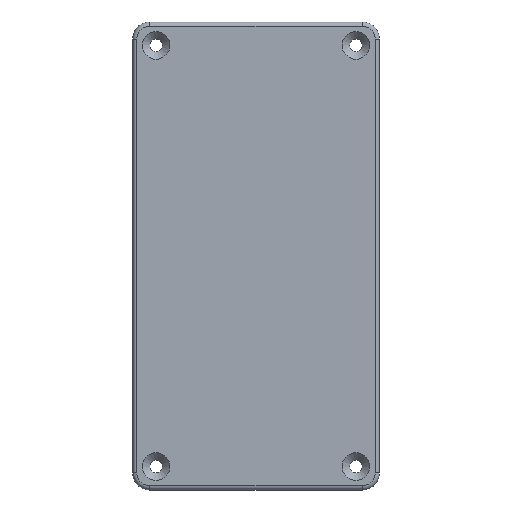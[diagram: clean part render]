
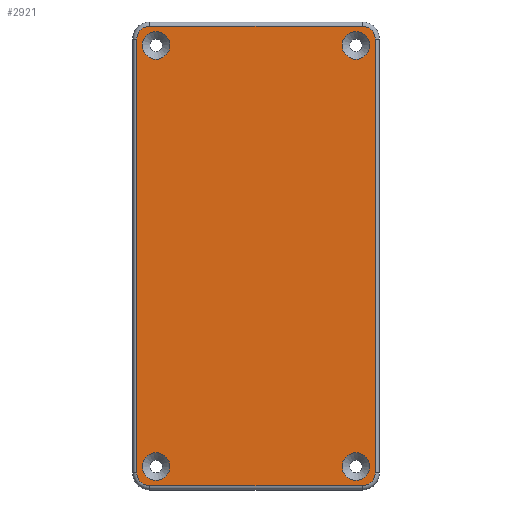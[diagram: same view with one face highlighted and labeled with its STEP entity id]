
A CAD part, top view. The second image highlights one B-rep face of the part: STEP entity #2921.
In plain terms, the highlighted planar face has unit normal (0, 0, 1).
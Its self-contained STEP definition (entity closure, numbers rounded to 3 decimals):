
#2622 = VERTEX_POINT('',#2623);
#2623 = CARTESIAN_POINT('',(-28.,51.,29.));
#2632 = VERTEX_POINT('',#2633);
#2633 = CARTESIAN_POINT('',(-28.,-51.,29.));
#2640 = EDGE_CURVE('',#2622,#2632,#2641,.T.);
#2641 = LINE('',#2642,#2643);
#2642 = CARTESIAN_POINT('',(-28.,51.,29.));
#2643 = VECTOR('',#2644,1.);
#2644 = DIRECTION('',(0.,-1.,0.));
#2655 = VERTEX_POINT('',#2656);
#2656 = CARTESIAN_POINT('',(-25.,54.,29.));
#2663 = EDGE_CURVE('',#2655,#2622,#2664,.T.);
#2664 = CIRCLE('',#2665,3.);
#2665 = AXIS2_PLACEMENT_3D('',#2666,#2667,#2668);
#2666 = CARTESIAN_POINT('',(-25.,51.,29.));
#2667 = DIRECTION('',(0.,-0.,1.));
#2668 = DIRECTION('',(0.,1.,0.));
#2681 = EDGE_CURVE('',#2632,#2682,#2684,.T.);
#2682 = VERTEX_POINT('',#2683);
#2683 = CARTESIAN_POINT('',(-25.,-54.,29.));
#2684 = CIRCLE('',#2685,3.);
#2685 = AXIS2_PLACEMENT_3D('',#2686,#2687,#2688);
#2686 = CARTESIAN_POINT('',(-25.,-51.,29.));
#2687 = DIRECTION('',(0.,0.,1.));
#2688 = DIRECTION('',(-1.,0.,0.));
#2707 = VERTEX_POINT('',#2708);
#2708 = CARTESIAN_POINT('',(25.,54.,29.));
#2717 = EDGE_CURVE('',#2707,#2655,#2718,.T.);
#2718 = LINE('',#2719,#2720);
#2719 = CARTESIAN_POINT('',(25.,54.,29.));
#2720 = VECTOR('',#2721,1.);
#2721 = DIRECTION('',(-1.,0.,0.));
#2734 = VERTEX_POINT('',#2735);
#2735 = CARTESIAN_POINT('',(25.,-54.,29.));
#2742 = EDGE_CURVE('',#2682,#2734,#2743,.T.);
#2743 = LINE('',#2744,#2745);
#2744 = CARTESIAN_POINT('',(-25.,-54.,29.));
#2745 = VECTOR('',#2746,1.);
#2746 = DIRECTION('',(1.,0.,0.));
#2757 = VERTEX_POINT('',#2758);
#2758 = CARTESIAN_POINT('',(28.,51.,29.));
#2765 = EDGE_CURVE('',#2757,#2707,#2766,.T.);
#2766 = CIRCLE('',#2767,3.);
#2767 = AXIS2_PLACEMENT_3D('',#2768,#2769,#2770);
#2768 = CARTESIAN_POINT('',(25.,51.,29.));
#2769 = DIRECTION('',(0.,0.,1.));
#2770 = DIRECTION('',(1.,0.,0.));
#2783 = EDGE_CURVE('',#2734,#2784,#2786,.T.);
#2784 = VERTEX_POINT('',#2785);
#2785 = CARTESIAN_POINT('',(28.,-51.,29.));
#2786 = CIRCLE('',#2787,3.);
#2787 = AXIS2_PLACEMENT_3D('',#2788,#2789,#2790);
#2788 = CARTESIAN_POINT('',(25.,-51.,29.));
#2789 = DIRECTION('',(-0.,0.,1.));
#2790 = DIRECTION('',(0.,-1.,0.));
#2811 = EDGE_CURVE('',#2784,#2757,#2812,.T.);
#2812 = LINE('',#2813,#2814);
#2813 = CARTESIAN_POINT('',(28.,-51.,29.));
#2814 = VECTOR('',#2815,1.);
#2815 = DIRECTION('',(0.,1.,0.));
#2826 = VERTEX_POINT('',#2827);
#2827 = CARTESIAN_POINT('',(-20.25,-49.5,29.));
#2833 = EDGE_CURVE('',#2826,#2826,#2834,.T.);
#2834 = CIRCLE('',#2835,3.25);
#2835 = AXIS2_PLACEMENT_3D('',#2836,#2837,#2838);
#2836 = CARTESIAN_POINT('',(-23.5,-49.5,29.));
#2837 = DIRECTION('',(0.,0.,1.));
#2838 = DIRECTION('',(1.,0.,0.));
#2851 = VERTEX_POINT('',#2852);
#2852 = CARTESIAN_POINT('',(20.25,-49.5,29.));
#2858 = EDGE_CURVE('',#2851,#2851,#2859,.T.);
#2859 = CIRCLE('',#2860,3.25);
#2860 = AXIS2_PLACEMENT_3D('',#2861,#2862,#2863);
#2861 = CARTESIAN_POINT('',(23.5,-49.5,29.));
#2862 = DIRECTION('',(0.,0.,1.));
#2863 = DIRECTION('',(-1.,0.,0.));
#2876 = VERTEX_POINT('',#2877);
#2877 = CARTESIAN_POINT('',(-20.25,49.5,29.));
#2883 = EDGE_CURVE('',#2876,#2876,#2884,.T.);
#2884 = CIRCLE('',#2885,3.25);
#2885 = AXIS2_PLACEMENT_3D('',#2886,#2887,#2888);
#2886 = CARTESIAN_POINT('',(-23.5,49.5,29.));
#2887 = DIRECTION('',(0.,0.,1.));
#2888 = DIRECTION('',(1.,0.,0.));
#2901 = VERTEX_POINT('',#2902);
#2902 = CARTESIAN_POINT('',(20.25,49.5,29.));
#2908 = EDGE_CURVE('',#2901,#2901,#2909,.T.);
#2909 = CIRCLE('',#2910,3.25);
#2910 = AXIS2_PLACEMENT_3D('',#2911,#2912,#2913);
#2911 = CARTESIAN_POINT('',(23.5,49.5,29.));
#2912 = DIRECTION('',(0.,0.,1.));
#2913 = DIRECTION('',(-1.,0.,0.));
#2921 = ADVANCED_FACE('',(#2922,#2932,#2935,#2938,#2941),#2944,.T.);
#2922 = FACE_BOUND('',#2923,.T.);
#2923 = EDGE_LOOP('',(#2924,#2925,#2926,#2927,#2928,#2929,#2930,#2931));
#2924 = ORIENTED_EDGE('',*,*,#2811,.T.);
#2925 = ORIENTED_EDGE('',*,*,#2765,.T.);
#2926 = ORIENTED_EDGE('',*,*,#2717,.T.);
#2927 = ORIENTED_EDGE('',*,*,#2663,.T.);
#2928 = ORIENTED_EDGE('',*,*,#2640,.T.);
#2929 = ORIENTED_EDGE('',*,*,#2681,.T.);
#2930 = ORIENTED_EDGE('',*,*,#2742,.T.);
#2931 = ORIENTED_EDGE('',*,*,#2783,.T.);
#2932 = FACE_BOUND('',#2933,.T.);
#2933 = EDGE_LOOP('',(#2934));
#2934 = ORIENTED_EDGE('',*,*,#2908,.F.);
#2935 = FACE_BOUND('',#2936,.T.);
#2936 = EDGE_LOOP('',(#2937));
#2937 = ORIENTED_EDGE('',*,*,#2883,.F.);
#2938 = FACE_BOUND('',#2939,.T.);
#2939 = EDGE_LOOP('',(#2940));
#2940 = ORIENTED_EDGE('',*,*,#2833,.F.);
#2941 = FACE_BOUND('',#2942,.T.);
#2942 = EDGE_LOOP('',(#2943));
#2943 = ORIENTED_EDGE('',*,*,#2858,.F.);
#2944 = PLANE('',#2945);
#2945 = AXIS2_PLACEMENT_3D('',#2946,#2947,#2948);
#2946 = CARTESIAN_POINT('',(0.,0.,29.));
#2947 = DIRECTION('',(0.,0.,1.));
#2948 = DIRECTION('',(1.,0.,0.));
